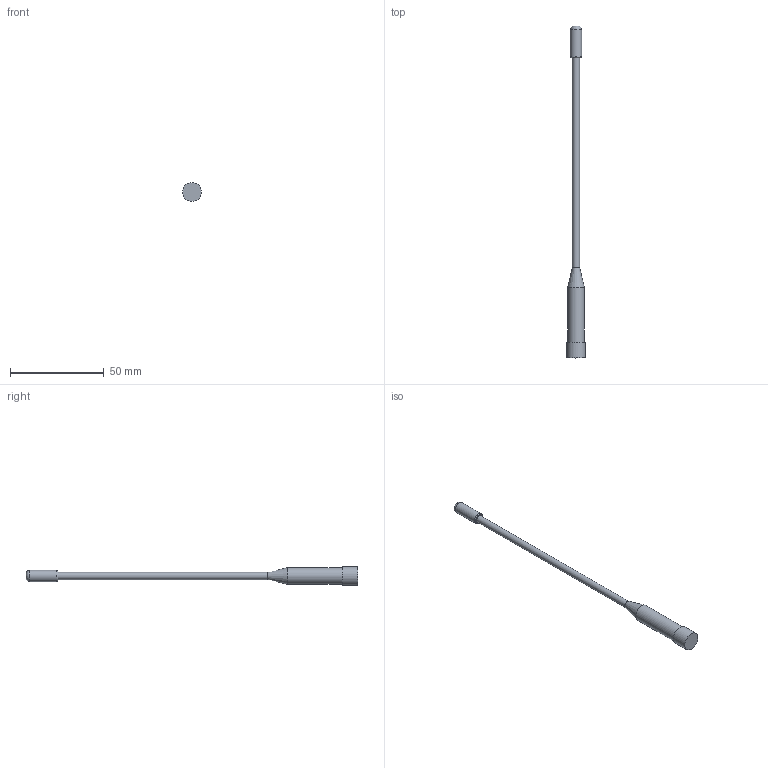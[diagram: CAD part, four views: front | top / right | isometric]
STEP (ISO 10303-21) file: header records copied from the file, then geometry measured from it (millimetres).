
FILE_DESCRIPTION(/* description */ (''),/* implementation_level */ '2;1');
FILE_NAME(/* name */ 'antenna.stp',/* time_stamp */ '2020-07-13T09:22:37-04:00',/* author */ ('Paul D''Angio'),/* organization */ ('DARPA'),/* preprocessor_version */ 'ST-DEVELOPER v17.2',/* originating_system */ 'Autodesk Inventor 2019',/* authorisation */ '');
FILE_SCHEMA (('AUTOMOTIVE_DESIGN { 1 0 10303 214 3 1 1 }'));
Length unit declared in the file: millimetre
Products named in the file (1): Antenna
Bounding box: 10 x 177.3 x 10 mm (x, y, z)
Volume: 4615.1 mm3; surface area: 3084.4 mm2
Topology: 1 solids, 1 shells, 11 faces, 29 edges, 22 vertices
Faces by surface type: cylinder 4, plane 4, torus 1, bspline 1, cone 1
Full cylindrical faces by diameter (mm): 3.8 x1, 6 x1, 9 x1, 10 x1
Entity records: 434 total; most frequent: CARTESIAN_POINT 89, DIRECTION 75, ORIENTED_EDGE 58, AXIS2_PLACEMENT_3D 35, EDGE_CURVE 29, CIRCLE 24, VERTEX_POINT 22, EDGE_LOOP 13
